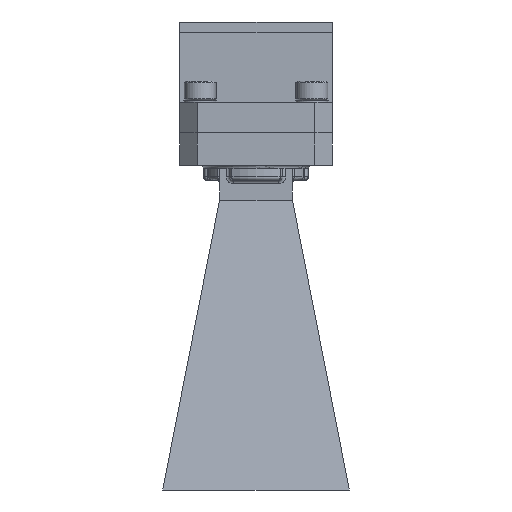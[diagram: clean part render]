
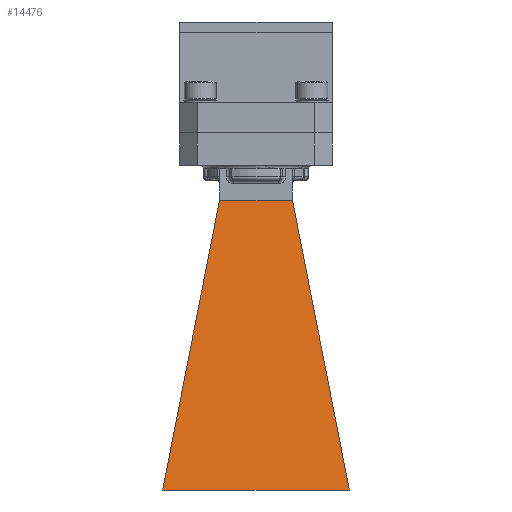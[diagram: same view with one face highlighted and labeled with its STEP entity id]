
A CAD part, front view. The second image highlights one B-rep face of the part: STEP entity #14476.
In plain terms, the highlighted planar face has unit normal (0, -0.986, 0.168).
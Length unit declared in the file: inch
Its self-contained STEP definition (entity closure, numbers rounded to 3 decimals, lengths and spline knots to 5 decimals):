
#94 = PLANE ( 'NONE',  #14669 ) ;
#935 = EDGE_CURVE ( 'NONE', #16767, #13079, #18347, .T. ) ;
#3237 = LINE ( 'NONE', #13003, #12773 ) ;
#3376 = ORIENTED_EDGE ( 'NONE', *, *, #4986, .T. ) ;
#4678 = DIRECTION ( 'NONE',  ( 0.189, 0.165, 0.968 ) ) ;
#4986 = EDGE_CURVE ( 'NONE', #14077, #16672, #11222, .T. ) ;
#5007 = CARTESIAN_POINT ( 'NONE',  ( 0., -0.0566, 0.00967 ) ) ;
#7408 = EDGE_CURVE ( 'NONE', #16767, #16672, #3237, .T. ) ;
#7560 = CARTESIAN_POINT ( 'NONE',  ( -0.209, -0.124, -0.385 ) ) ;
#8033 = DIRECTION ( 'NONE',  ( 0., -0.168, -0.986 ) ) ;
#8045 = VECTOR ( 'NONE', #9947, 39.37008 ) ;
#8059 = CARTESIAN_POINT ( 'NONE',  ( -0.209, -0.124, -0.385 ) ) ;
#8170 = ORIENTED_EDGE ( 'NONE', *, *, #935, .T. ) ;
#9947 = DIRECTION ( 'NONE',  ( 1., 0., 0. ) ) ;
#10290 = CARTESIAN_POINT ( 'NONE',  ( 0.06967, -0.124, -0.385 ) ) ;
#10491 = ORIENTED_EDGE ( 'NONE', *, *, #16544, .T. ) ;
#11222 = B_SPLINE_CURVE_WITH_KNOTS ( 'NONE', 3,
 ( #19919, #10290, #17111, #7560 ),
 .UNSPECIFIED., .F., .F.,
 ( 4, 4 ),
 ( 0., 1. ),
 .UNSPECIFIED. ) ;
#11731 = ORIENTED_EDGE ( 'NONE', *, *, #7408, .F. ) ;
#11891 = CARTESIAN_POINT ( 'NONE',  ( 0.209, -0.124, -0.385 ) ) ;
#12008 = EDGE_LOOP ( 'NONE', ( #10491, #3376, #11731, #8170 ) ) ;
#12773 = VECTOR ( 'NONE', #4678, 39.37008 ) ;
#13003 = CARTESIAN_POINT ( 'NONE',  ( -0.534, -0.4075, -2.045 ) ) ;
#13079 = VERTEX_POINT ( 'NONE', #19017 ) ;
#14077 = VERTEX_POINT ( 'NONE', #11891 ) ;
#14476 = ADVANCED_FACE ( 'NONE', ( #14982 ), #94, .T. ) ;
#14669 = AXIS2_PLACEMENT_3D ( 'NONE', #5007, #17659, #8033 ) ;
#14982 = FACE_OUTER_BOUND ( 'NONE', #12008, .T. ) ;
#15438 = LINE ( 'NONE', #19352, #19422 ) ;
#16544 = EDGE_CURVE ( 'NONE', #13079, #14077, #15438, .T. ) ;
#16672 = VERTEX_POINT ( 'NONE', #8059 ) ;
#16767 = VERTEX_POINT ( 'NONE', #18024 ) ;
#17111 = CARTESIAN_POINT ( 'NONE',  ( -0.06967, -0.124, -0.385 ) ) ;
#17617 = CARTESIAN_POINT ( 'NONE',  ( -0.534, -0.4075, -2.045 ) ) ;
#17659 = DIRECTION ( 'NONE',  ( 0., -0.986, 0.168 ) ) ;
#18024 = CARTESIAN_POINT ( 'NONE',  ( -0.534, -0.4075, -2.045 ) ) ;
#18347 = LINE ( 'NONE', #17617, #8045 ) ;
#19017 = CARTESIAN_POINT ( 'NONE',  ( 0.534, -0.4075, -2.045 ) ) ;
#19352 = CARTESIAN_POINT ( 'NONE',  ( 0.534, -0.4075, -2.045 ) ) ;
#19422 = VECTOR ( 'NONE', #20816, 39.37008 ) ;
#19919 = CARTESIAN_POINT ( 'NONE',  ( 0.209, -0.124, -0.385 ) ) ;
#20816 = DIRECTION ( 'NONE',  ( -0.189, 0.165, 0.968 ) ) ;
